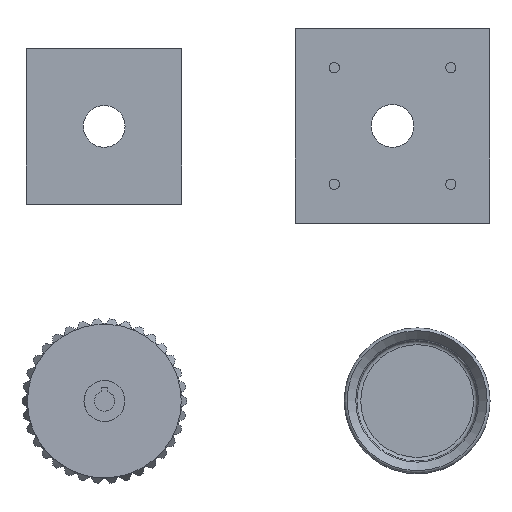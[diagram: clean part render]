
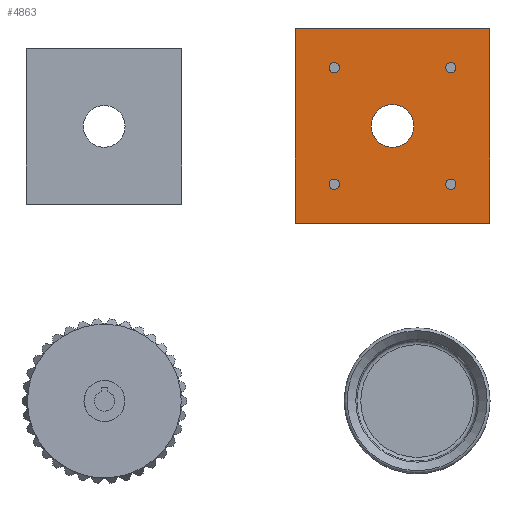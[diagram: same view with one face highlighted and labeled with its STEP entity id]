
A CAD part, top view. The second image highlights one B-rep face of the part: STEP entity #4863.
In plain terms, the highlighted planar face has unit normal (0, 0, 1).
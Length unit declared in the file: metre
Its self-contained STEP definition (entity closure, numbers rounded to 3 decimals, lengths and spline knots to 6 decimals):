
#123=LINE('',#9707,#237);
#124=LINE('',#9710,#238);
#125=LINE('',#9712,#239);
#126=LINE('',#9714,#240);
#237=VECTOR('',#5716,1.);
#238=VECTOR('',#5717,1.);
#239=VECTOR('',#5718,1.);
#240=VECTOR('',#5719,1.);
#417=PLANE('',#5156);
#2231=ORIENTED_EDGE('',*,*,#3067,.F.);
#2232=ORIENTED_EDGE('',*,*,#3065,.F.);
#2233=ORIENTED_EDGE('',*,*,#3068,.F.);
#2234=ORIENTED_EDGE('',*,*,#3069,.F.);
#2235=ORIENTED_EDGE('',*,*,#3070,.F.);
#2236=ORIENTED_EDGE('',*,*,#3071,.F.);
#2237=ORIENTED_EDGE('',*,*,#3072,.F.);
#2238=ORIENTED_EDGE('',*,*,#3073,.F.);
#2239=ORIENTED_EDGE('',*,*,#3074,.F.);
#3065=EDGE_CURVE('',#3590,#3590,#3757,.T.);
#3067=EDGE_CURVE('',#3592,#3592,#3759,.T.);
#3068=EDGE_CURVE('',#3593,#3593,#3760,.T.);
#3069=EDGE_CURVE('',#3594,#3594,#3761,.T.);
#3070=EDGE_CURVE('',#3595,#3596,#123,.T.);
#3071=EDGE_CURVE('',#3597,#3595,#124,.T.);
#3072=EDGE_CURVE('',#3598,#3597,#125,.T.);
#3073=EDGE_CURVE('',#3596,#3598,#126,.T.);
#3074=EDGE_CURVE('',#3599,#3599,#3762,.T.);
#3590=VERTEX_POINT('',#9696);
#3592=VERTEX_POINT('',#9702);
#3593=VERTEX_POINT('',#9704);
#3594=VERTEX_POINT('',#9706);
#3595=VERTEX_POINT('',#9708);
#3596=VERTEX_POINT('',#9709);
#3597=VERTEX_POINT('',#9711);
#3598=VERTEX_POINT('',#9713);
#3599=VERTEX_POINT('',#9716);
#3757=CIRCLE('',#5153,0.00265);
#3759=CIRCLE('',#5157,0.011);
#3760=CIRCLE('',#5158,0.00265);
#3761=CIRCLE('',#5159,0.00265);
#3762=CIRCLE('',#5160,0.00265);
#4050=EDGE_LOOP('',(#2231));
#4051=EDGE_LOOP('',(#2232));
#4052=EDGE_LOOP('',(#2233));
#4053=EDGE_LOOP('',(#2234));
#4054=EDGE_LOOP('',(#2235,#2236,#2237,#2238));
#4055=EDGE_LOOP('',(#2239));
#4426=FACE_BOUND('',#4050,.T.);
#4427=FACE_BOUND('',#4051,.T.);
#4428=FACE_BOUND('',#4052,.T.);
#4429=FACE_BOUND('',#4053,.T.);
#4430=FACE_BOUND('',#4054,.T.);
#4431=FACE_BOUND('',#4055,.T.);
#4863=ADVANCED_FACE('',(#4426,#4427,#4428,#4429,#4430,#4431),#417,.T.);
#5153=AXIS2_PLACEMENT_3D('',#9695,#5702,#5703);
#5156=AXIS2_PLACEMENT_3D('',#9700,#5708,#5709);
#5157=AXIS2_PLACEMENT_3D('',#9701,#5710,#5711);
#5158=AXIS2_PLACEMENT_3D('',#9703,#5712,#5713);
#5159=AXIS2_PLACEMENT_3D('',#9705,#5714,#5715);
#5160=AXIS2_PLACEMENT_3D('',#9715,#5720,#5721);
#5702=DIRECTION('',(0.,0.,1.));
#5703=DIRECTION('',(0.,-1.,0.));
#5708=DIRECTION('',(0.,0.,1.));
#5709=DIRECTION('',(1.,0.,0.));
#5710=DIRECTION('',(0.,0.,1.));
#5711=DIRECTION('',(0.,-1.,0.));
#5712=DIRECTION('',(0.,0.,1.));
#5713=DIRECTION('',(0.,-1.,0.));
#5714=DIRECTION('',(0.,0.,1.));
#5715=DIRECTION('',(0.,-1.,0.));
#5716=DIRECTION('',(1.,0.,0.));
#5717=DIRECTION('',(0.,1.,0.));
#5718=DIRECTION('',(-1.,0.,0.));
#5719=DIRECTION('',(0.,-1.,0.));
#5720=DIRECTION('',(0.,0.,1.));
#5721=DIRECTION('',(0.,-1.,0.));
#9695=CARTESIAN_POINT('',(0.08,0.02,0.02));
#9696=CARTESIAN_POINT('',(0.08,0.01735,0.02));
#9700=CARTESIAN_POINT('',(0.05,0.05,0.02));
#9701=CARTESIAN_POINT('',(0.05,0.05,0.02));
#9702=CARTESIAN_POINT('',(0.05,0.039,0.02));
#9703=CARTESIAN_POINT('',(0.08,0.08,0.02));
#9704=CARTESIAN_POINT('',(0.08,0.07735,0.02));
#9705=CARTESIAN_POINT('',(0.02,0.08,0.02));
#9706=CARTESIAN_POINT('',(0.02,0.07735,0.02));
#9707=CARTESIAN_POINT('',(0.,0.1,0.02));
#9708=CARTESIAN_POINT('',(0.,0.1,0.02));
#9709=CARTESIAN_POINT('',(0.1,0.1,0.02));
#9710=CARTESIAN_POINT('',(0.,0.,0.02));
#9711=CARTESIAN_POINT('',(0.,0.,0.02));
#9712=CARTESIAN_POINT('',(0.1,0.,0.02));
#9713=CARTESIAN_POINT('',(0.1,0.,0.02));
#9714=CARTESIAN_POINT('',(0.1,0.1,0.02));
#9715=CARTESIAN_POINT('',(0.02,0.02,0.02));
#9716=CARTESIAN_POINT('',(0.02,0.01735,0.02));
